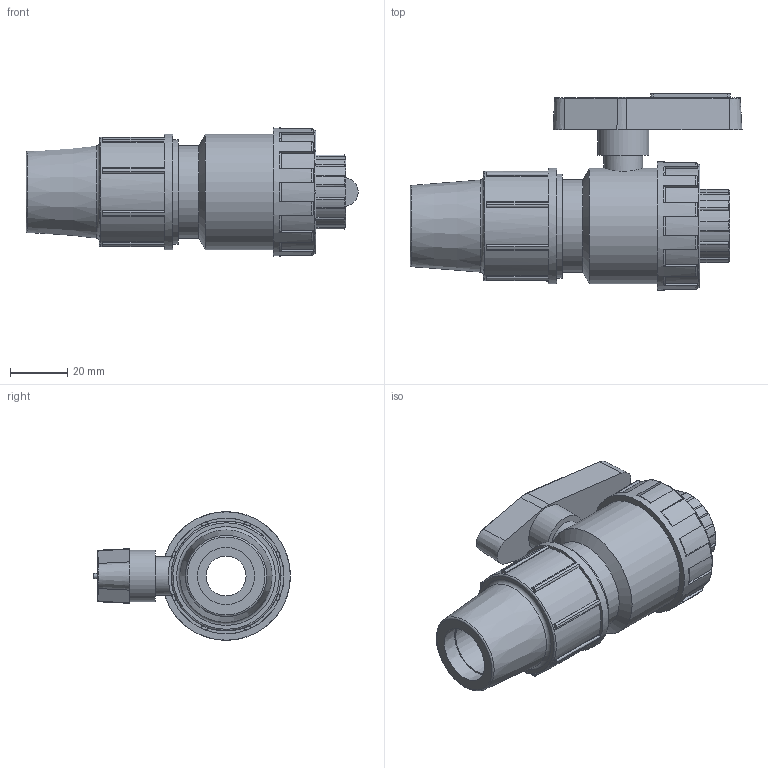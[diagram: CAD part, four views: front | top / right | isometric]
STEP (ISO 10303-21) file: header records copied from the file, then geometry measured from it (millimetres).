
FILE_DESCRIPTION(/* description */ ('PLASSON ONE NUT VALVE F.THR COMP 1/2'''' x20'),/* implementation_level */ '2;1');
FILE_NAME(/* name */ '113790020.ipt.stp',/* time_stamp */ '2017-12-07T16:13:02+02:00',/* author */ ('KIM'),/* organization */ (''),/* preprocessor_version */ 'ST-DEVELOPER v15.6',/* originating_system */ 'Autodesk Inventor 2015',/* authorisation */ '');
FILE_SCHEMA (('AUTOMOTIVE_DESIGN { 1 0 10303 214 3 1 1 }'));
Length unit declared in the file: millimetre
Products named in the file (1): 113790020
Bounding box: 116.24 x 68.85 x 45 mm (x, y, z)
Volume: 102984 mm3; surface area: 26750.4 mm2
Topology: 1 solids, 1 shells, 248 faces, 657 edges, 421 vertices
Faces by surface type: plane 99, cylinder 74, torus 40, cone 19, bspline 16
Full cylindrical faces by diameter (mm): 13.5 x1, 14 x1, 18 x1, 18.631 x1, 20 x1, 32.4 x1, 36.45 x1, 38.475 x1, 40.5 x2, 43.2 x1, 45 x1
Entity records: 8688 total; most frequent: CARTESIAN_POINT 2694, ORIENTED_EDGE 1254, DIRECTION 1242, EDGE_CURVE 627, AXIS2_PLACEMENT_3D 499, VERTEX_POINT 413, EDGE_LOOP 282, CIRCLE 266
